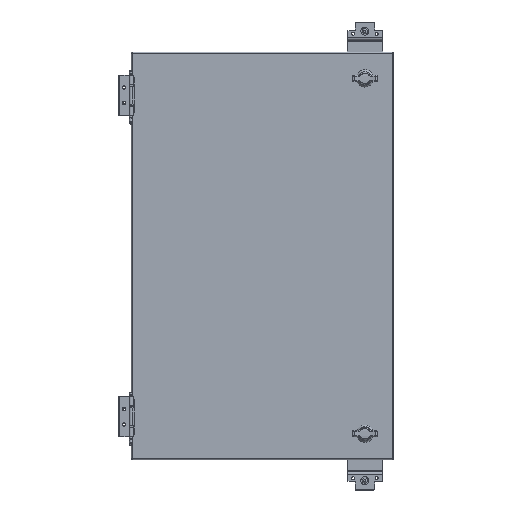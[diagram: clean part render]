
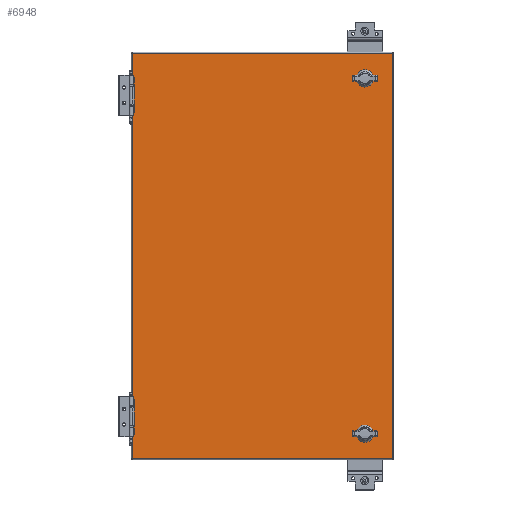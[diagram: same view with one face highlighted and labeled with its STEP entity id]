
A CAD part, top view. The second image highlights one B-rep face of the part: STEP entity #6948.
In plain terms, the highlighted planar face has unit normal (0, 0, 1).
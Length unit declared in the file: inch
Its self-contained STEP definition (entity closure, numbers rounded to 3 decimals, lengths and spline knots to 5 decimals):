
#1925 = VECTOR ( 'NONE', #13189, 39.37008 ) ;
#2241 = PLANE ( 'NONE',  #27358 ) ;
#2580 = CARTESIAN_POINT ( 'NONE',  ( -8.2915, 0., 0. ) ) ;
#2845 = LINE ( 'NONE', #24880, #12053 ) ;
#3443 = CARTESIAN_POINT ( 'NONE',  ( 8.2915, 0., 0. ) ) ;
#4344 = CARTESIAN_POINT ( 'NONE',  ( 8.2915, 12.94, 0. ) ) ;
#4474 = EDGE_CURVE ( 'NONE', #38747, #18913, #2845, .T. ) ;
#4891 = LINE ( 'NONE', #29577, #1925 ) ;
#6948 = ADVANCED_FACE ( 'NONE', ( #36049 ), #2241, .T. ) ;
#7882 = CARTESIAN_POINT ( 'NONE',  ( 0., 0., 0. ) ) ;
#10336 = CARTESIAN_POINT ( 'NONE',  ( 8.2915, -12.94, 0. ) ) ;
#12053 = VECTOR ( 'NONE', #14979, 39.37008 ) ;
#13189 = DIRECTION ( 'NONE',  ( -1., 0., 0. ) ) ;
#14913 = DIRECTION ( 'NONE',  ( 0., -1., 0. ) ) ;
#14979 = DIRECTION ( 'NONE',  ( 1., 0., 0. ) ) ;
#15390 = LINE ( 'NONE', #3443, #35103 ) ;
#17406 = EDGE_CURVE ( 'NONE', #18913, #34160, #15390, .T. ) ;
#18067 = CARTESIAN_POINT ( 'NONE',  ( -8.2915, 12.94, 0. ) ) ;
#18733 = CARTESIAN_POINT ( 'NONE',  ( -8.2915, -12.94, 0. ) ) ;
#18913 = VERTEX_POINT ( 'NONE', #10336 ) ;
#21156 = EDGE_CURVE ( 'NONE', #34160, #31800, #4891, .T. ) ;
#21555 = ORIENTED_EDGE ( 'NONE', *, *, #21156, .T. ) ;
#23890 = EDGE_LOOP ( 'NONE', ( #35485, #21555, #34333, #38535 ) ) ;
#24070 = DIRECTION ( 'NONE',  ( 1., 0., 0. ) ) ;
#24880 = CARTESIAN_POINT ( 'NONE',  ( 0., -12.94, 0. ) ) ;
#25442 = VECTOR ( 'NONE', #14913, 39.37008 ) ;
#27358 = AXIS2_PLACEMENT_3D ( 'NONE', #7882, #29761, #24070 ) ;
#27725 = DIRECTION ( 'NONE',  ( 0., 1., 0. ) ) ;
#29577 = CARTESIAN_POINT ( 'NONE',  ( 0., 12.94, 0. ) ) ;
#29761 = DIRECTION ( 'NONE',  ( 0., 0., 1. ) ) ;
#30311 = LINE ( 'NONE', #2580, #25442 ) ;
#31800 = VERTEX_POINT ( 'NONE', #18067 ) ;
#34160 = VERTEX_POINT ( 'NONE', #4344 ) ;
#34333 = ORIENTED_EDGE ( 'NONE', *, *, #36418, .T. ) ;
#35103 = VECTOR ( 'NONE', #27725, 39.37008 ) ;
#35485 = ORIENTED_EDGE ( 'NONE', *, *, #17406, .T. ) ;
#36049 = FACE_OUTER_BOUND ( 'NONE', #23890, .T. ) ;
#36418 = EDGE_CURVE ( 'NONE', #31800, #38747, #30311, .T. ) ;
#38535 = ORIENTED_EDGE ( 'NONE', *, *, #4474, .T. ) ;
#38747 = VERTEX_POINT ( 'NONE', #18733 ) ;
